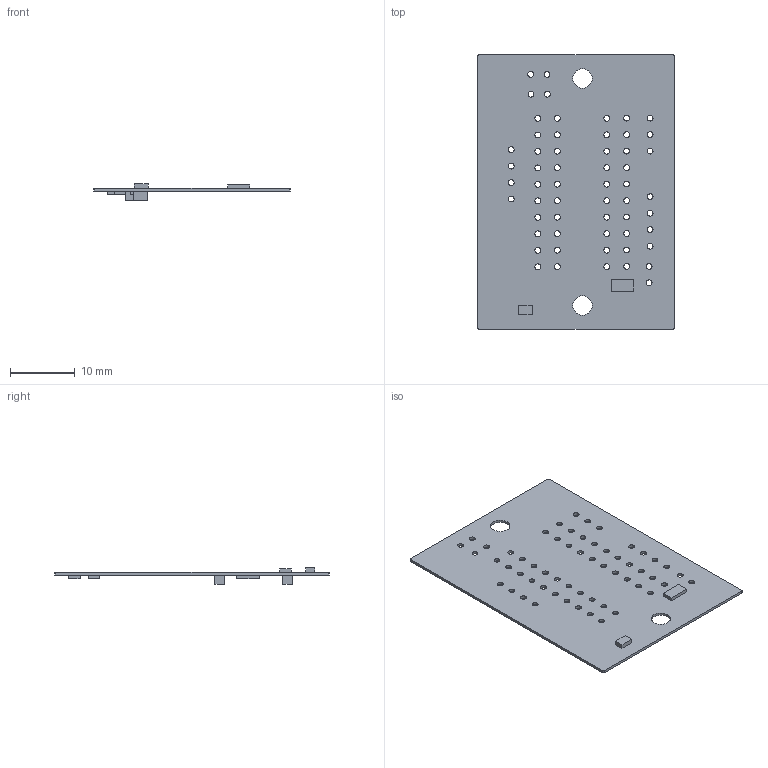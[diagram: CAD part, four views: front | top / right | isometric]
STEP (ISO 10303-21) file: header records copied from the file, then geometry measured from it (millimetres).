
FILE_DESCRIPTION(('Open CASCADE Model'),'2;1');
FILE_NAME('Open CASCADE Shape Model','2016-11-09T18:23:57',('Author'),( 'Open CASCADE'),'Open CASCADE STEP processor 6.8','Open CASCADE 6.8' ,'Unknown');
FILE_SCHEMA(('AUTOMOTIVE_DESIGN { 1 0 10303 214 1 1 1 1 }'));
Length unit declared in the file: millimetre
Products named in the file (17): PCB; BoardPCB_Handling_module; D?PCB_Handling_module; 807812464; Extruded; R47K1PCB_Handling_module; 807811376; R47K2PCB_Handling_module; RLEDPCB_Handling_module; C1nPCB_Handling_module; 807809608; C100nPCB_Handling_module; R47kPCB_Handling_module; 807810968
Assembly tree (19 placements, depth 4):
  PCB
    BoardPCB_Handling_module
    D?PCB_Handling_module
      807812464
        Extruded
    R47K1PCB_Handling_module
      807811376
        Extruded
    R47K2PCB_Handling_module
      807811376
        Extruded
    RLEDPCB_Handling_module
      807811376
        Extruded
    C1nPCB_Handling_module
      807809608
        Extruded
    C100nPCB_Handling_module
      807809608
        Extruded
    R47kPCB_Handling_module
      807810968
        Extruded
Bounding box: 30.25 x 42.25 x 2.51 mm (x, y, z)
Volume: 529.8 mm3; surface area: 2705.7 mm2
Topology: 8 solids, 8 shells, 112 faces, 288 edges, 192 vertices
Faces by surface type: cylinder 64, plane 48
Full cylindrical faces by diameter (mm): 0.9 x57, 3 x2
Entity records: 7266 total; most frequent: CARTESIAN_POINT 1806, DIRECTION 984, ORIENTED_EDGE 504, PCURVE 504, DEFINITIONAL_REPRESENTATION 504, LINE 500, VECTOR 500, EDGE_CURVE 252
